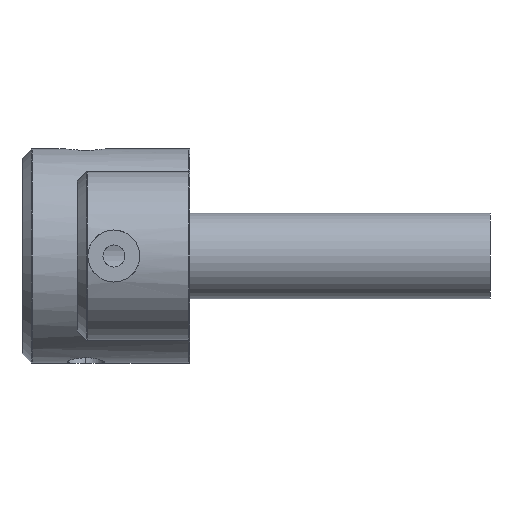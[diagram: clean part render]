
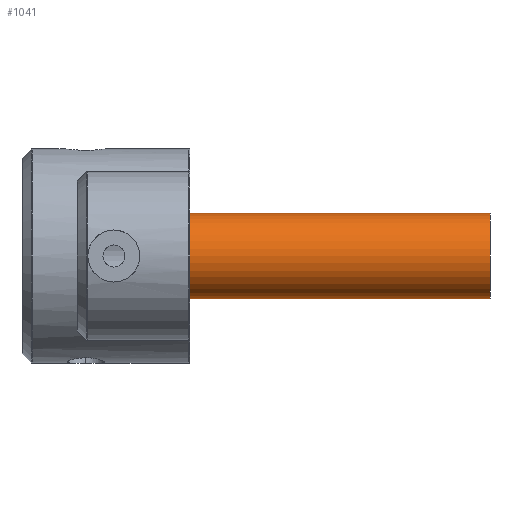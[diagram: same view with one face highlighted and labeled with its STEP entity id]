
A CAD part, front view. The second image highlights one B-rep face of the part: STEP entity #1041.
In plain terms, the highlighted cylindrical face has radius 3.5 mm (diameter 7 mm), a partial arc.
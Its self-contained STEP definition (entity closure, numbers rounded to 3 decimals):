
#44 = CARTESIAN_POINT ( 'NONE',  ( 0., -44.5, 3.5 ) ) ;
#114 = AXIS2_PLACEMENT_3D ( 'NONE', #2092, #256, #2035 ) ;
#256 = DIRECTION ( 'NONE',  ( -1., 0., 0. ) ) ;
#259 = FACE_OUTER_BOUND ( 'NONE', #1166, .T. ) ;
#344 = EDGE_CURVE ( 'NONE', #2382, #849, #2429, .T. ) ;
#396 = ORIENTED_EDGE ( 'NONE', *, *, #344, .T. ) ;
#433 = ORIENTED_EDGE ( 'NONE', *, *, #1319, .T. ) ;
#486 = CARTESIAN_POINT ( 'NONE',  ( 24.5, -44.5, -3.5 ) ) ;
#690 = DIRECTION ( 'NONE',  ( 0., 0., -1. ) ) ;
#714 = VECTOR ( 'NONE', #1790, 1000. ) ;
#720 = AXIS2_PLACEMENT_3D ( 'NONE', #1247, #2280, #1467 ) ;
#807 = CARTESIAN_POINT ( 'NONE',  ( 24.5, -44.5, 3.5 ) ) ;
#849 = VERTEX_POINT ( 'NONE', #807 ) ;
#1041 = ADVANCED_FACE ( 'NONE', ( #259 ), #1669, .T. ) ;
#1166 = EDGE_LOOP ( 'NONE', ( #1928, #396, #433, #1516 ) ) ;
#1247 = CARTESIAN_POINT ( 'NONE',  ( 24.5, -44.5, 0. ) ) ;
#1284 = CARTESIAN_POINT ( 'NONE',  ( 0., -44.5, -3.5 ) ) ;
#1319 = EDGE_CURVE ( 'NONE', #849, #1830, #2396, .T. ) ;
#1382 = AXIS2_PLACEMENT_3D ( 'NONE', #2036, #2293, #690 ) ;
#1413 = EDGE_CURVE ( 'NONE', #2382, #2583, #1867, .T. ) ;
#1467 = DIRECTION ( 'NONE',  ( 0., 0., 1. ) ) ;
#1516 = ORIENTED_EDGE ( 'NONE', *, *, #2458, .T. ) ;
#1669 = CYLINDRICAL_SURFACE ( 'NONE', #720, 3.5 ) ;
#1790 = DIRECTION ( 'NONE',  ( -1., 0., 0. ) ) ;
#1830 = VERTEX_POINT ( 'NONE', #44 ) ;
#1856 = CIRCLE ( 'NONE', #1382, 3.5 ) ;
#1867 = LINE ( 'NONE', #2080, #1883 ) ;
#1883 = VECTOR ( 'NONE', #2093, 1000. ) ;
#1928 = ORIENTED_EDGE ( 'NONE', *, *, #1413, .F. ) ;
#2035 = DIRECTION ( 'NONE',  ( 0., 0., 1. ) ) ;
#2036 = CARTESIAN_POINT ( 'NONE',  ( 0., -44.5, 0. ) ) ;
#2080 = CARTESIAN_POINT ( 'NONE',  ( 24.5, -44.5, -3.5 ) ) ;
#2092 = CARTESIAN_POINT ( 'NONE',  ( 24.5, -44.5, 0. ) ) ;
#2093 = DIRECTION ( 'NONE',  ( -1., 0., 0. ) ) ;
#2230 = CARTESIAN_POINT ( 'NONE',  ( 24.5, -44.5, 3.5 ) ) ;
#2280 = DIRECTION ( 'NONE',  ( -1., 0., 0. ) ) ;
#2293 = DIRECTION ( 'NONE',  ( 1., 0., 0. ) ) ;
#2382 = VERTEX_POINT ( 'NONE', #486 ) ;
#2396 = LINE ( 'NONE', #2230, #714 ) ;
#2429 = CIRCLE ( 'NONE', #114, 3.5 ) ;
#2458 = EDGE_CURVE ( 'NONE', #1830, #2583, #1856, .T. ) ;
#2583 = VERTEX_POINT ( 'NONE', #1284 ) ;
